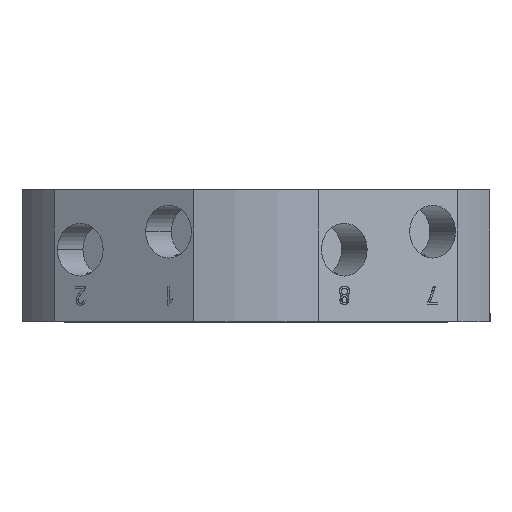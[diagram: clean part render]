
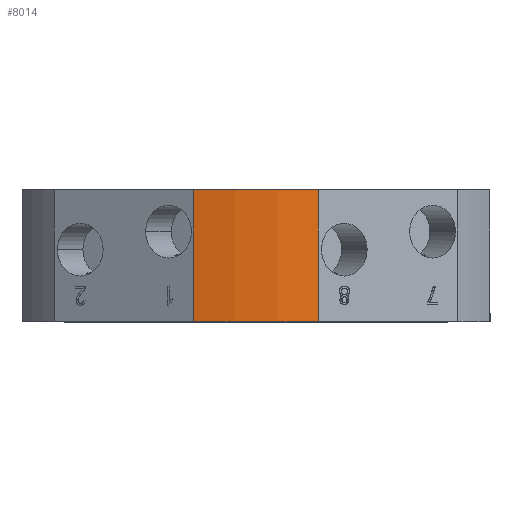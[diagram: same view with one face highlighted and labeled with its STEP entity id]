
A CAD part, left-side view. The second image highlights one B-rep face of the part: STEP entity #8014.
In plain terms, the highlighted cylindrical face has radius 46 mm (diameter 92 mm), a partial arc.
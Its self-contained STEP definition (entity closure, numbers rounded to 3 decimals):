
#725 = EDGE_CURVE ( 'NONE', #8748, #1441, #970, .T. ) ;
#970 = CIRCLE ( 'NONE', #4940, 46. ) ;
#1114 = LINE ( 'NONE', #2345, #10129 ) ;
#1441 = VERTEX_POINT ( 'NONE', #6257 ) ;
#2236 = CARTESIAN_POINT ( 'NONE',  ( 46.056, 43.648, 78.45 ) ) ;
#2345 = CARTESIAN_POINT ( 'NONE',  ( 1.243, 54.029, 56.45 ) ) ;
#2648 = ORIENTED_EDGE ( 'NONE', *, *, #12006, .F. ) ;
#2903 = DIRECTION ( 'NONE',  ( 0., 0., -1. ) ) ;
#3171 = DIRECTION ( 'NONE',  ( -1., 0., 0. ) ) ;
#3366 = DIRECTION ( 'NONE',  ( 0., 0., 1. ) ) ;
#3946 = FACE_OUTER_BOUND ( 'NONE', #8964, .T. ) ;
#4206 = VERTEX_POINT ( 'NONE', #10561 ) ;
#4244 = EDGE_CURVE ( 'NONE', #10219, #1441, #1114, .T. ) ;
#4430 = DIRECTION ( 'NONE',  ( -1., 0., 0. ) ) ;
#4762 = AXIS2_PLACEMENT_3D ( 'NONE', #11790, #8102, #4430 ) ;
#4940 = AXIS2_PLACEMENT_3D ( 'NONE', #2236, #8741, #3171 ) ;
#6257 = CARTESIAN_POINT ( 'NONE',  ( 1.243, 54.029, 78.45 ) ) ;
#6424 = CARTESIAN_POINT ( 'NONE',  ( 46.056, 43.648, 56.45 ) ) ;
#6647 = CARTESIAN_POINT ( 'NONE',  ( 1.243, 33.267, 78.45 ) ) ;
#7327 = CYLINDRICAL_SURFACE ( 'NONE', #11060, 46. ) ;
#7976 = CIRCLE ( 'NONE', #4762, 46. ) ;
#8014 = ADVANCED_FACE ( 'NONE', ( #3946 ), #7327, .T. ) ;
#8102 = DIRECTION ( 'NONE',  ( 0., 0., -1. ) ) ;
#8291 = DIRECTION ( 'NONE',  ( 0., 0., 1. ) ) ;
#8440 = CARTESIAN_POINT ( 'NONE',  ( 1.243, 33.267, 56.45 ) ) ;
#8573 = LINE ( 'NONE', #8440, #8736 ) ;
#8736 = VECTOR ( 'NONE', #2903, 1000. ) ;
#8741 = DIRECTION ( 'NONE',  ( 0., 0., -1. ) ) ;
#8748 = VERTEX_POINT ( 'NONE', #6647 ) ;
#8964 = EDGE_LOOP ( 'NONE', ( #11261, #2648, #11166, #10214 ) ) ;
#10129 = VECTOR ( 'NONE', #3366, 1000. ) ;
#10214 = ORIENTED_EDGE ( 'NONE', *, *, #725, .T. ) ;
#10219 = VERTEX_POINT ( 'NONE', #10601 ) ;
#10519 = EDGE_CURVE ( 'NONE', #8748, #4206, #8573, .T. ) ;
#10561 = CARTESIAN_POINT ( 'NONE',  ( 1.243, 33.267, 56.45 ) ) ;
#10601 = CARTESIAN_POINT ( 'NONE',  ( 1.243, 54.029, 56.45 ) ) ;
#11060 = AXIS2_PLACEMENT_3D ( 'NONE', #6424, #8291, #12017 ) ;
#11166 = ORIENTED_EDGE ( 'NONE', *, *, #10519, .F. ) ;
#11261 = ORIENTED_EDGE ( 'NONE', *, *, #4244, .F. ) ;
#11790 = CARTESIAN_POINT ( 'NONE',  ( 46.056, 43.648, 56.45 ) ) ;
#12006 = EDGE_CURVE ( 'NONE', #4206, #10219, #7976, .T. ) ;
#12017 = DIRECTION ( 'NONE',  ( 1., 0., 0. ) ) ;
